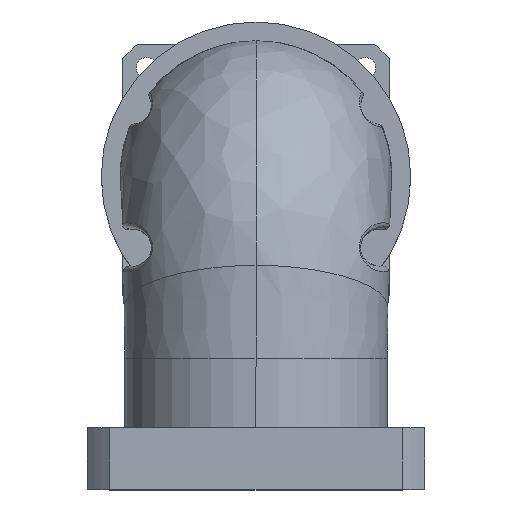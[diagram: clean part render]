
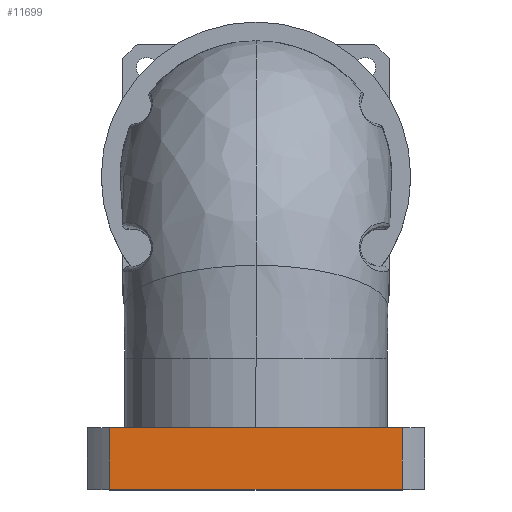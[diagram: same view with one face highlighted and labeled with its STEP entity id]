
A CAD part, top view. The second image highlights one B-rep face of the part: STEP entity #11699.
In plain terms, the highlighted planar face has unit normal (0, 0, 1).
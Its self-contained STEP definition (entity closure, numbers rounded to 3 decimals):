
#3517=DIRECTION('',(0.,1.,0.));
#3518=VECTOR('',#3517,33.);
#3519=CARTESIAN_POINT('',(-77.852,-167.,312.5));
#3520=LINE('',#3519,#3518);
#3537=DIRECTION('',(0.,-1.,0.));
#3538=VECTOR('',#3537,33.);
#3539=CARTESIAN_POINT('',(77.852,-134.,312.5));
#3540=LINE('',#3539,#3538);
#5094=DIRECTION('',(1.,0.,0.));
#5095=VECTOR('',#5094,155.705);
#5096=CARTESIAN_POINT('',(-77.852,-167.,312.5));
#5097=LINE('',#5096,#5095);
#5098=DIRECTION('',(-1.,0.,0.));
#5099=VECTOR('',#5098,155.705);
#5100=CARTESIAN_POINT('',(77.852,-134.,312.5));
#5101=LINE('',#5100,#5099);
#5613=CARTESIAN_POINT('',(77.852,-134.,312.5));
#5615=VERTEX_POINT('',#5613);
#5619=CARTESIAN_POINT('',(77.852,-167.,312.5));
#5620=VERTEX_POINT('',#5619);
#5625=CARTESIAN_POINT('',(-77.852,-167.,312.5));
#5627=VERTEX_POINT('',#5625);
#5638=CARTESIAN_POINT('',(-77.852,-134.,312.5));
#5640=VERTEX_POINT('',#5638);
#11688=CARTESIAN_POINT('',(-90.,-167.,312.5));
#11689=DIRECTION('',(0.,0.,-1.));
#11690=DIRECTION('',(-1.,0.,0.));
#11691=AXIS2_PLACEMENT_3D('',#11688,#11689,#11690);
#11692=PLANE('',#11691);
#11693=ORIENTED_EDGE('',*,*,#8001,.T.);
#11694=ORIENTED_EDGE('',*,*,#6386,.F.);
#11695=ORIENTED_EDGE('',*,*,#7960,.T.);
#11696=ORIENTED_EDGE('',*,*,#8028,.F.);
#11697=EDGE_LOOP('',(#11693,#11694,#11695,#11696));
#11698=FACE_OUTER_BOUND('',#11697,.F.);
#11699=ADVANCED_FACE('',(#11698),#11692,.F.);
#6386=EDGE_CURVE('',#5627,#5620,#5097,.T.);
#7960=EDGE_CURVE('',#5627,#5640,#3520,.T.);
#8001=EDGE_CURVE('',#5615,#5620,#3540,.T.);
#8028=EDGE_CURVE('',#5615,#5640,#5101,.T.);
